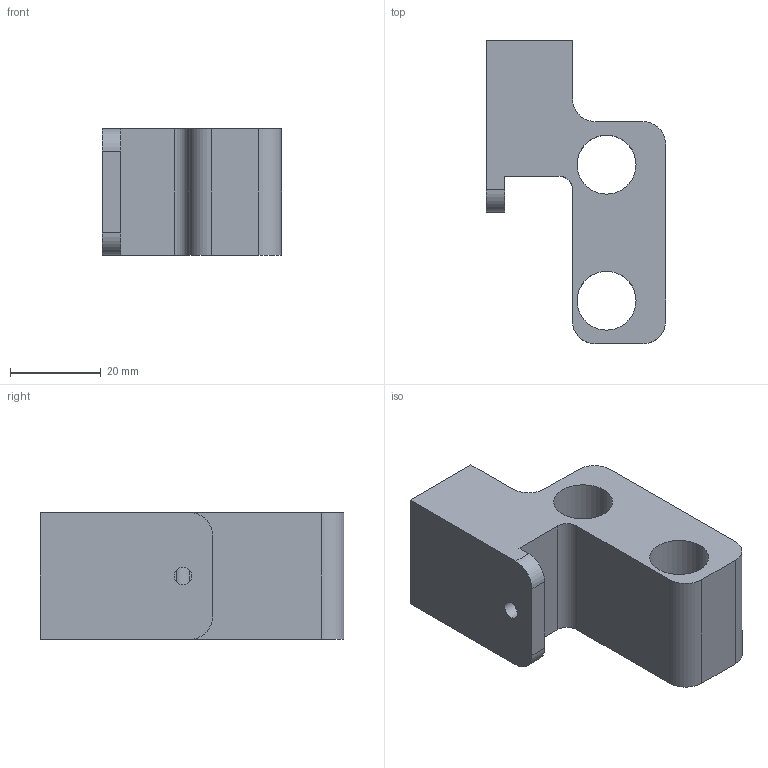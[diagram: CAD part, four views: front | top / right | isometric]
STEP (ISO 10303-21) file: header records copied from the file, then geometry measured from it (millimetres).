
FILE_DESCRIPTION(/* description */ (''),/* implementation_level */ '2;1');
FILE_NAME(/* name */ '',/* time_stamp */ '2024-01-27T11:00:29+03:00',/* author */ (''),/* organization */ (''),/* preprocessor_version */ 'ST-DEVELOPER v20',/* originating_system */ 'Autodesk Translation Framework v12.14.0.127',/* authorisation */ '');
FILE_SCHEMA (('AUTOMOTIVE_DESIGN { 1 0 10303 214 3 1 1 }'));
Length unit declared in the file: millimetre
Products named in the file (1): Каретка
Bounding box: 39.52 x 67 x 28 mm (x, y, z)
Volume: 36945.3 mm3; surface area: 11364.8 mm2
Topology: 1 solids, 1 shells, 35 faces, 84 edges, 54 vertices
Faces by surface type: plane 17, cylinder 14, cone 4
Full cylindrical faces by diameter (mm): 3.9 x5, 13 x2
Entity records: 1076 total; most frequent: DIRECTION 190, CARTESIAN_POINT 174, ORIENTED_EDGE 168, EDGE_CURVE 84, AXIS2_PLACEMENT_3D 70, VERTEX_POINT 54, LINE 50, VECTOR 50
